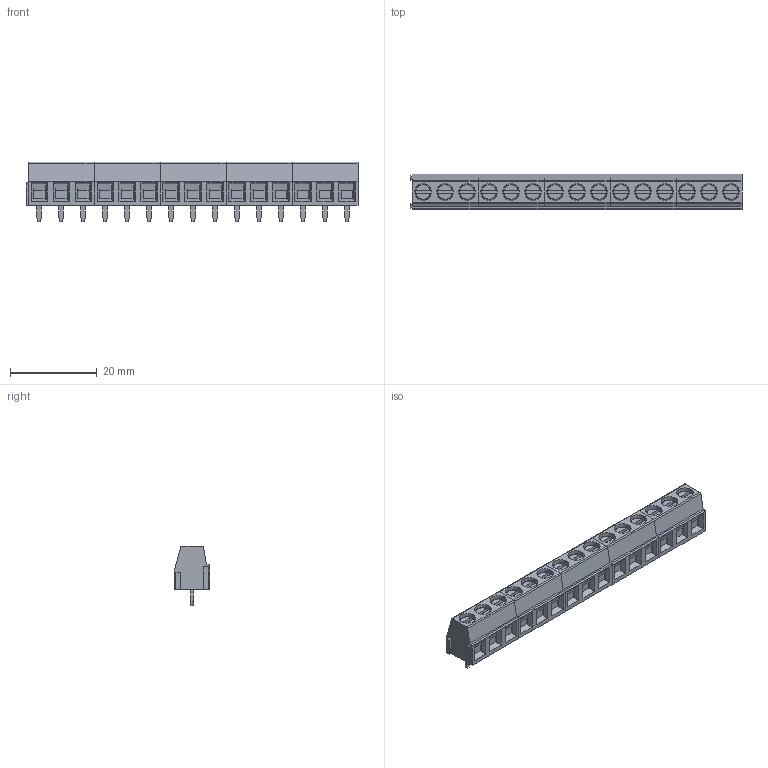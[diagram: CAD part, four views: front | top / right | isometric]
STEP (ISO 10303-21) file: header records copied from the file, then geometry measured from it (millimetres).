
FILE_DESCRIPTION(('FreeCAD Model'),'2;1');
FILE_NAME('Open CASCADE Shape Model','2024-11-08T13:28:49',(''),(''), 'Open CASCADE STEP processor 7.6','FreeCAD','Unknown');
FILE_SCHEMA(('AUTOMOTIVE_DESIGN { 1 0 10303 214 1 1 1 1 }'));
Length unit declared in the file: millimetre
Products named in the file (1): CUI_DEVICES_TB006-508-15BE
Bounding box: 76.7 x 8.2 x 13.8 mm (x, y, z)
Volume: 5172.7 mm3; surface area: 3930.6 mm2
Topology: 1 solids, 16 shells, 803 faces, 1909 edges, 1198 vertices
Faces by surface type: plane 533, bspline 120, cylinder 90, cone 60
Entity records: 35698 total; most frequent: CARTESIAN_POINT 12276, ORIENTED_EDGE 3818, DIRECTION 3400, EDGE_CURVE 1909, LINE 1276, VECTOR 1276, VERTEX_POINT 1198, AXIS2_PLACEMENT_3D 1062
